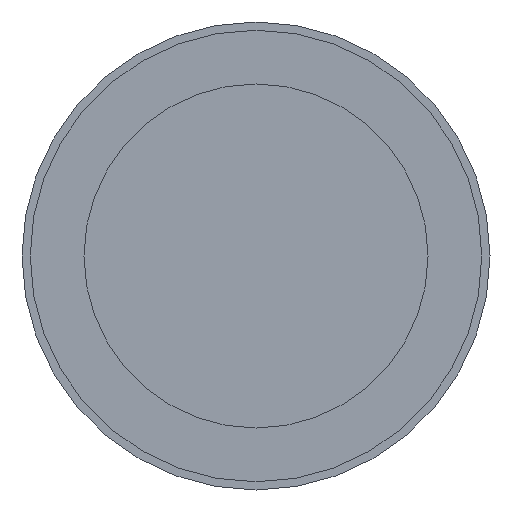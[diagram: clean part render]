
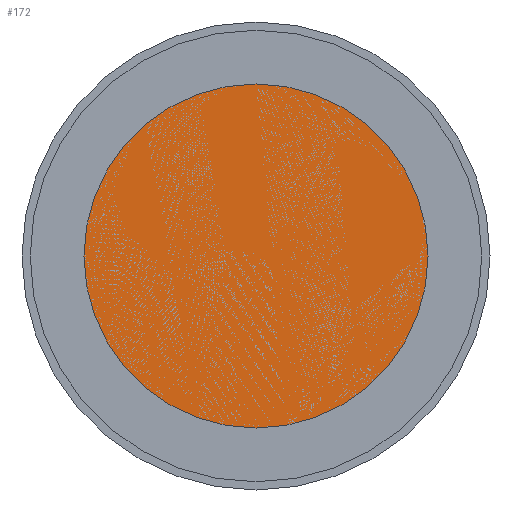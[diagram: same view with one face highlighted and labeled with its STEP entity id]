
A CAD part, front view. The second image highlights one B-rep face of the part: STEP entity #172.
In plain terms, the highlighted planar face has unit normal (0, -1, 0).
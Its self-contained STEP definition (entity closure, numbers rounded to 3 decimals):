
#2 = DIRECTION ( 'NONE',  ( 0., 0., 1. ) ) ;
#32 = ORIENTED_EDGE ( 'NONE', *, *, #149, .F. ) ;
#48 = CARTESIAN_POINT ( 'NONE',  ( 0., -2000., 0. ) ) ;
#73 = EDGE_CURVE ( 'NONE', #100, #230, #506, .T. ) ;
#100 = VERTEX_POINT ( 'NONE', #141 ) ;
#110 = EDGE_LOOP ( 'NONE', ( #32, #419 ) ) ;
#133 = DIRECTION ( 'NONE',  ( 0., 0., 1. ) ) ;
#141 = CARTESIAN_POINT ( 'NONE',  ( 0., -2000., -13.6 ) ) ;
#149 = EDGE_CURVE ( 'NONE', #230, #100, #389, .T. ) ;
#172 = ADVANCED_FACE ( 'NONE', ( #367 ), #462, .F. ) ;
#174 = DIRECTION ( 'NONE',  ( 0., 1., 0. ) ) ;
#178 = DIRECTION ( 'NONE',  ( 0., 0., 1. ) ) ;
#189 = DIRECTION ( 'NONE',  ( 0., 1., 0. ) ) ;
#230 = VERTEX_POINT ( 'NONE', #365 ) ;
#311 = AXIS2_PLACEMENT_3D ( 'NONE', #326, #189, #2 ) ;
#326 = CARTESIAN_POINT ( 'NONE',  ( 0., -2000., 0. ) ) ;
#365 = CARTESIAN_POINT ( 'NONE',  ( 0., -2000., 13.6 ) ) ;
#367 = FACE_OUTER_BOUND ( 'NONE', #110, .T. ) ;
#386 = AXIS2_PLACEMENT_3D ( 'NONE', #445, #174, #133 ) ;
#389 = CIRCLE ( 'NONE', #478, 13.6 ) ;
#419 = ORIENTED_EDGE ( 'NONE', *, *, #73, .F. ) ;
#445 = CARTESIAN_POINT ( 'NONE',  ( 0., -2000., 0. ) ) ;
#462 = PLANE ( 'NONE',  #386 ) ;
#478 = AXIS2_PLACEMENT_3D ( 'NONE', #48, #492, #178 ) ;
#492 = DIRECTION ( 'NONE',  ( 0., 1., 0. ) ) ;
#506 = CIRCLE ( 'NONE', #311, 13.6 ) ;
